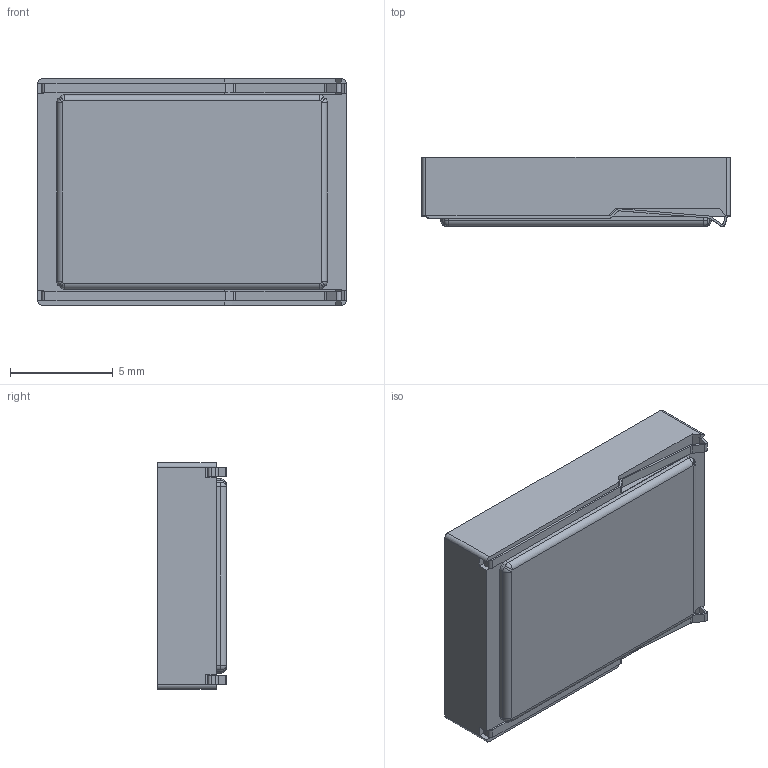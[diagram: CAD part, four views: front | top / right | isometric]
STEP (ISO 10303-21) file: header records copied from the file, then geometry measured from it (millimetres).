
FILE_DESCRIPTION (( 'STEP AP203' ), '1' );
FILE_NAME ('SP-1511S-5.STEP', '2016-09-08T20:56:18', ( 'Gem' ), ( '' ), 'SwSTEP 2.0', 'SolidWorks 2013', '' );
FILE_SCHEMA (( 'CONFIG_CONTROL_DESIGN' ));
Length unit declared in the file: millimetre
Products named in the file (1): SP-1511S-5
Bounding box: 15 x 3.35 x 11 mm (x, y, z)
Volume: 384.1 mm3; surface area: 602.4 mm2
Topology: 3 solids, 3 shells, 147 faces, 394 edges, 248 vertices
Faces by surface type: plane 87, cylinder 52, sphere 8
Entity records: 4575 total; most frequent: DIRECTION 786, CARTESIAN_POINT 782, ORIENTED_EDGE 772, EDGE_CURVE 386, VECTOR 282, LINE 282, AXIS2_PLACEMENT_3D 252, VERTEX_POINT 248
